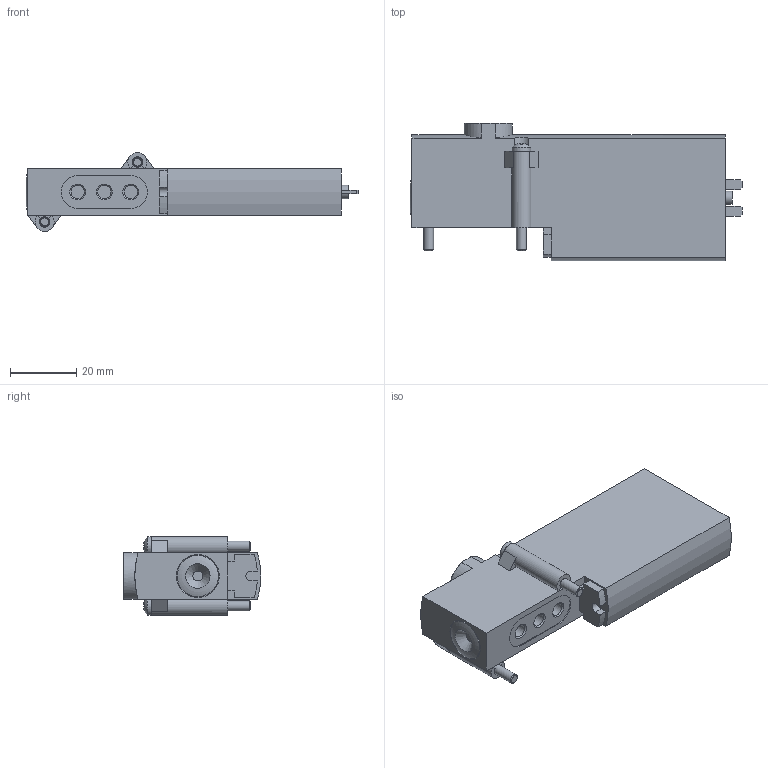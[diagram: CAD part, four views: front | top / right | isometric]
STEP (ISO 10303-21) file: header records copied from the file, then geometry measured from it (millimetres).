
FILE_DESCRIPTION(/* description */ ('STEP AP214'),/* implementation_level */ '2;1');
FILE_NAME(/* name */ '525139_MHP3-MS1H-3_2G-1_8',/* time_stamp */ '2024-09-06T16:18:12+02:00',/* author */ ('License CC BY-ND 4.0'),/* organization */ ('CADENAS'),/* preprocessor_version */ 'ST-DEVELOPER v19.3',/* originating_system */ 'PARTsolutions',/* authorisation */ ' ');
FILE_SCHEMA (('AUTOMOTIVE_DESIGN {1 0 10303 214 3 1 1}'));
Length unit declared in the file: millimetre
Products named in the file (1): 525139 MHP3-MS1H-3/2G-1/8
Bounding box: 100.1 x 41.5 x 23.73 mm (x, y, z)
Volume: 45052.5 mm3; surface area: 12521.2 mm2
Topology: 1 solids, 2 shells, 128 faces, 314 edges, 205 vertices
Faces by surface type: plane 86, cylinder 29, cone 8, torus 3, sphere 2
Full cylindrical faces by diameter (mm): 3 x2, 3.1 x2, 4 x4, 5.6 x2, 8.566 x1, 12.5 x2
Entity records: 3687 total; most frequent: CARTESIAN_POINT 668, DIRECTION 629, ORIENTED_EDGE 576, EDGE_CURVE 288, AXIS2_PLACEMENT_3D 220, VERTEX_POINT 203, LINE 189, VECTOR 189
